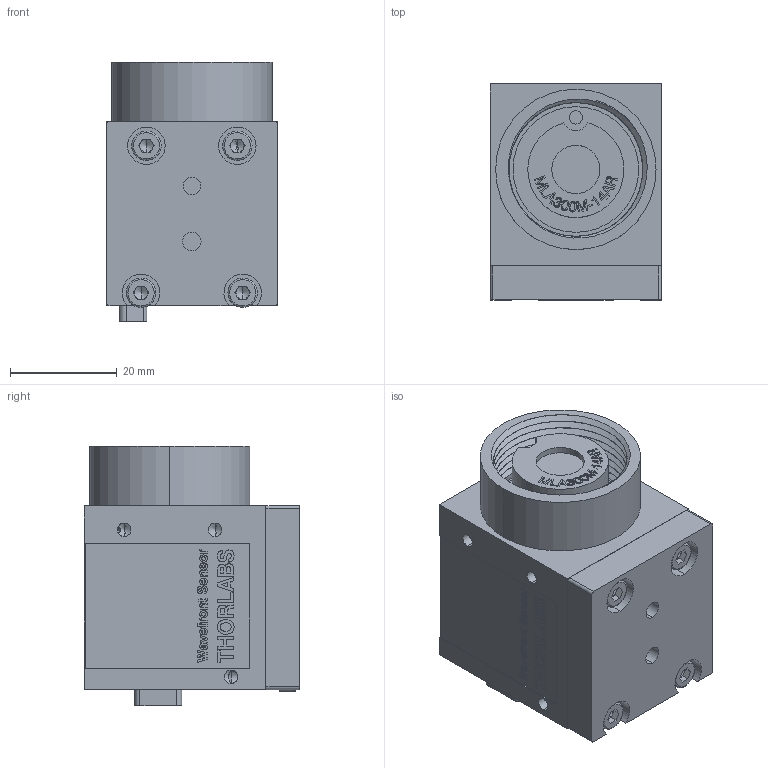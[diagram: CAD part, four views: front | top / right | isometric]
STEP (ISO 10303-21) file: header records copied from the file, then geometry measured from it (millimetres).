
FILE_DESCRIPTION (( 'STEP AP214' ), '1' );
FILE_NAME ('20678-E0W - Rev B.STEP', '2015-10-05T10:03:31', ( '' ), ( '' ), 'SwSTEP 2.0', 'SolidWorks 2014', '' );
FILE_SCHEMA (( 'AUTOMOTIVE_DESIGN' ));
Length unit declared in the file: millimetre
Products named in the file (1): 20678-E0W - Rev B
Bounding box: 32.05 x 40.35 x 48.5 mm (x, y, z)
Volume: 48984.1 mm3; surface area: 20837.3 mm2
Topology: 34 solids, 34 shells, 1714 faces, 4473 edges, 2916 vertices
Faces by surface type: plane 968, bspline 333, cylinder 305, cone 72, sphere 20, torus 16
Entity records: 88621 total; most frequent: CARTESIAN_POINT 29284, ORIENTED_EDGE 8828, DIRECTION 7182, EDGE_CURVE 4414, VECTOR 2988, LINE 2988, VERTEX_POINT 2907, AXIS2_PLACEMENT_3D 2097
